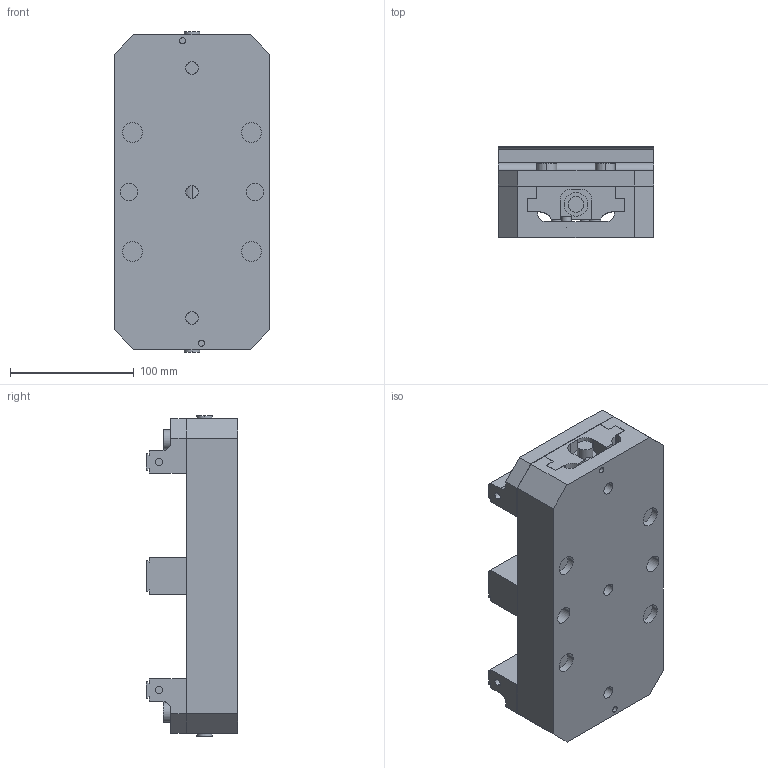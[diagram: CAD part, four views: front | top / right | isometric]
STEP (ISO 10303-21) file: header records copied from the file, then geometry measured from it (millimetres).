
FILE_DESCRIPTION (( 'STEP AP214' ), '1' );
FILE_NAME ('D_DV510-J4.STEP', '2020-03-12T21:56:50', ( '' ), ( '' ), 'SwSTEP 2.0', 'SolidWorks 2018', '' );
FILE_SCHEMA (( 'AUTOMOTIVE_DESIGN' ));
Length unit declared in the file: millimetre
Products named in the file (7): D_V562M-5CDV; D_V562M-2RDV; D_V562M-2; D_DV510-J4; D_V562M-5; D_V562M-5F; D_DV510-1
Assembly tree (6 placements, depth 2):
  D_DV510-J4
    D_DV510-1
    D_V562M-2RDV
    D_V562M-5CDV
    D_V562M-5F
    D_V562M-2
    D_V562M-5
Bounding box: 125.73 x 73.66 x 258.32 mm (x, y, z)
Volume: 1275723.4 mm3; surface area: 237344.6 mm2
Topology: 7 solids, 7 shells, 346 faces, 850 edges, 564 vertices
Faces by surface type: plane 178, cylinder 168
Entity records: 12545 total; most frequent: CARTESIAN_POINT 2321, DIRECTION 1876, ORIENTED_EDGE 1700, EDGE_CURVE 850, AXIS2_PLACEMENT_3D 705, VERTEX_POINT 564, LINE 466, VECTOR 466
